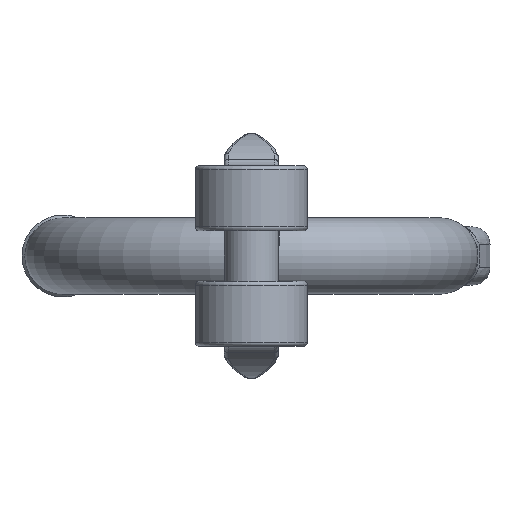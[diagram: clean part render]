
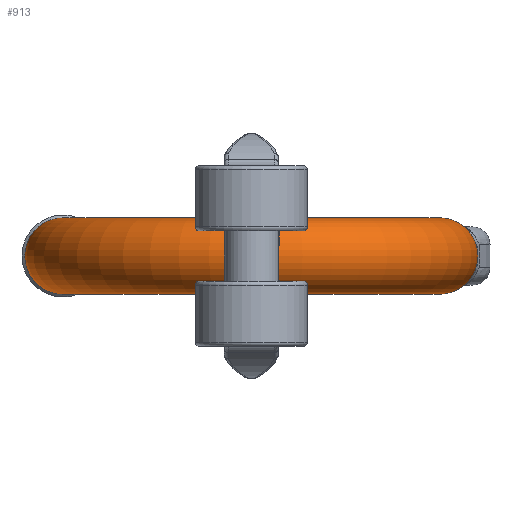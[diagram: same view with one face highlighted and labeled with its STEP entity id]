
A CAD part, front view. The second image highlights one B-rep face of the part: STEP entity #913.
In plain terms, the highlighted toroidal (fillet/blend) face has major radius 94 mm and minor radius 19 mm.
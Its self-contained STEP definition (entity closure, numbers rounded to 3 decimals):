
#198=TOROIDAL_SURFACE('',#6300,94.,19.);
#913=ADVANCED_FACE('',(#1305,#1306),#198,.T.);
#1192=CIRCLE('',#6290,19.);
#1194=CIRCLE('',#6298,19.);
#1305=FACE_BOUND('',#1619,.T.);
#1306=FACE_BOUND('',#1620,.T.);
#1619=EDGE_LOOP('',(#3615));
#1620=EDGE_LOOP('',(#3616));
#3615=ORIENTED_EDGE('',*,*,#5206,.T.);
#3616=ORIENTED_EDGE('',*,*,#5172,.F.);
#4378=VERTEX_POINT('',#11771);
#4412=VERTEX_POINT('',#11951);
#5172=EDGE_CURVE('',#4378,#4378,#1192,.T.);
#5206=EDGE_CURVE('',#4412,#4412,#1194,.T.);
#6290=AXIS2_PLACEMENT_3D('',#11770,#7260,#7261);
#6298=AXIS2_PLACEMENT_3D('',#11950,#7284,#7285);
#6300=AXIS2_PLACEMENT_3D('',#11953,#7288,#7289);
#7260=DIRECTION('',(0.,1.,0.));
#7261=DIRECTION('',(-1.,0.,0.));
#7284=DIRECTION('',(0.,-1.,0.));
#7285=DIRECTION('',(1.,0.,0.));
#7288=DIRECTION('',(0.,0.,1.));
#7289=DIRECTION('',(1.,0.,0.));
#11770=CARTESIAN_POINT('',(-94.,-102.5,0.));
#11771=CARTESIAN_POINT('',(-113.,-102.5,0.));
#11950=CARTESIAN_POINT('',(94.,-102.5,0.));
#11951=CARTESIAN_POINT('',(113.,-102.5,0.));
#11953=CARTESIAN_POINT('',(0.,-102.5,0.));
